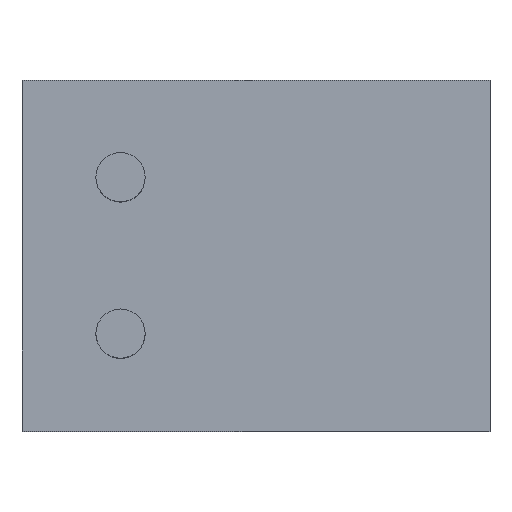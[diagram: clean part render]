
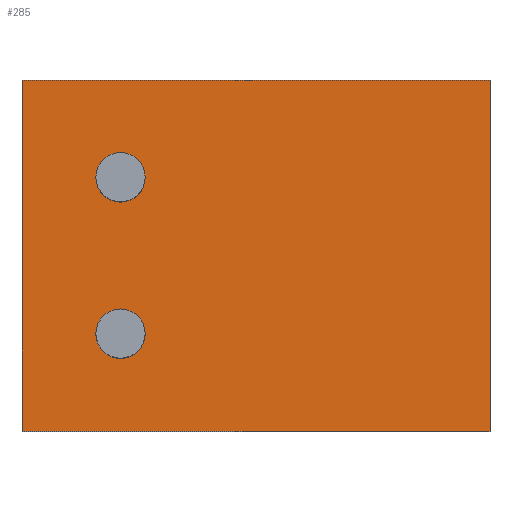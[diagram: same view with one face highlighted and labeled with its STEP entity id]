
A CAD part, top view. The second image highlights one B-rep face of the part: STEP entity #285.
In plain terms, the highlighted planar face has unit normal (0, 0, 1).
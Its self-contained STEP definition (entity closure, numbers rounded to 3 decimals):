
#1 = CARTESIAN_POINT ( 'NONE',  ( 3.8, 2.85, 5. ) ) ;
#9 = DIRECTION ( 'NONE',  ( -1., 0., 0. ) ) ;
#12 = DIRECTION ( 'NONE',  ( 0., 0., 1. ) ) ;
#13 = ORIENTED_EDGE ( 'NONE', *, *, #172, .F. ) ;
#21 = DIRECTION ( 'NONE',  ( 0., 0., 1. ) ) ;
#35 = VERTEX_POINT ( 'NONE', #645 ) ;
#36 = CIRCLE ( 'NONE', #1048, 0.4 ) ;
#76 = AXIS2_PLACEMENT_3D ( 'NONE', #414, #12, #809 ) ;
#89 = CIRCLE ( 'NONE', #942, 0.4 ) ;
#106 = FACE_OUTER_BOUND ( 'NONE', #226, .T. ) ;
#112 = DIRECTION ( 'NONE',  ( 0., 0., 1. ) ) ;
#135 = VERTEX_POINT ( 'NONE', #424 ) ;
#152 = VERTEX_POINT ( 'NONE', #894 ) ;
#168 = CIRCLE ( 'NONE', #1010, 0.4 ) ;
#170 = DIRECTION ( 'NONE',  ( 0., 0., -1. ) ) ;
#172 = EDGE_CURVE ( 'NONE', #35, #1008, #662, .T. ) ;
#198 = CARTESIAN_POINT ( 'NONE',  ( 3.8, -2.85, 5. ) ) ;
#226 = EDGE_LOOP ( 'NONE', ( #433, #377, #904, #833 ) ) ;
#265 = LINE ( 'NONE', #641, #889 ) ;
#270 = CARTESIAN_POINT ( 'NONE',  ( -2.2, -1.27, 5. ) ) ;
#271 = CARTESIAN_POINT ( 'NONE',  ( -3.8, -2.85, 5. ) ) ;
#278 = LINE ( 'NONE', #198, #848 ) ;
#285 = ADVANCED_FACE ( 'NONE', ( #948, #106, #1005 ), #717, .F. ) ;
#290 = VERTEX_POINT ( 'NONE', #1 ) ;
#296 = CARTESIAN_POINT ( 'NONE',  ( -3.8, 2.85, 5. ) ) ;
#344 = CARTESIAN_POINT ( 'NONE',  ( -2.2, 1.27, 5. ) ) ;
#361 = DIRECTION ( 'NONE',  ( -1., 0., 0. ) ) ;
#374 = VERTEX_POINT ( 'NONE', #725 ) ;
#377 = ORIENTED_EDGE ( 'NONE', *, *, #819, .T. ) ;
#382 = EDGE_LOOP ( 'NONE', ( #13, #947 ) ) ;
#385 = DIRECTION ( 'NONE',  ( -1., 0., 0. ) ) ;
#393 = EDGE_CURVE ( 'NONE', #1030, #135, #265, .T. ) ;
#414 = CARTESIAN_POINT ( 'NONE',  ( -2.2, -1.27, 5. ) ) ;
#424 = CARTESIAN_POINT ( 'NONE',  ( 3.8, -2.85, 5. ) ) ;
#433 = ORIENTED_EDGE ( 'NONE', *, *, #627, .T. ) ;
#475 = VECTOR ( 'NONE', #842, 1000. ) ;
#489 = EDGE_CURVE ( 'NONE', #152, #374, #168, .T. ) ;
#562 = DIRECTION ( 'NONE',  ( 1., 0., 0. ) ) ;
#565 = VERTEX_POINT ( 'NONE', #296 ) ;
#591 = CARTESIAN_POINT ( 'NONE',  ( -1.8, -1.27, 5. ) ) ;
#593 = CARTESIAN_POINT ( 'NONE',  ( -3.8, -2.85, 5. ) ) ;
#597 = CARTESIAN_POINT ( 'NONE',  ( -2.2, 1.27, 5. ) ) ;
#605 = EDGE_CURVE ( 'NONE', #565, #1030, #683, .T. ) ;
#612 = ORIENTED_EDGE ( 'NONE', *, *, #1047, .F. ) ;
#617 = AXIS2_PLACEMENT_3D ( 'NONE', #638, #170, #9 ) ;
#627 = EDGE_CURVE ( 'NONE', #135, #290, #278, .T. ) ;
#638 = CARTESIAN_POINT ( 'NONE',  ( 0., 0., 5. ) ) ;
#641 = CARTESIAN_POINT ( 'NONE',  ( -3.8, -2.85, 5. ) ) ;
#645 = CARTESIAN_POINT ( 'NONE',  ( -2.6, -1.27, 5. ) ) ;
#662 = CIRCLE ( 'NONE', #76, 0.4 ) ;
#677 = DIRECTION ( 'NONE',  ( -1., 0., 0. ) ) ;
#683 = LINE ( 'NONE', #271, #475 ) ;
#703 = DIRECTION ( 'NONE',  ( -1., 0., 0. ) ) ;
#717 = PLANE ( 'NONE',  #617 ) ;
#725 = CARTESIAN_POINT ( 'NONE',  ( -2.6, 1.27, 5. ) ) ;
#809 = DIRECTION ( 'NONE',  ( -1., 0., 0. ) ) ;
#819 = EDGE_CURVE ( 'NONE', #290, #565, #945, .T. ) ;
#833 = ORIENTED_EDGE ( 'NONE', *, *, #393, .T. ) ;
#837 = DIRECTION ( 'NONE',  ( 0., 0., 1. ) ) ;
#842 = DIRECTION ( 'NONE',  ( 0., -1., 0. ) ) ;
#845 = DIRECTION ( 'NONE',  ( 0., 1., 0. ) ) ;
#848 = VECTOR ( 'NONE', #845, 1000. ) ;
#877 = ORIENTED_EDGE ( 'NONE', *, *, #489, .F. ) ;
#889 = VECTOR ( 'NONE', #562, 1000. ) ;
#894 = CARTESIAN_POINT ( 'NONE',  ( -1.8, 1.27, 5. ) ) ;
#904 = ORIENTED_EDGE ( 'NONE', *, *, #605, .T. ) ;
#922 = VECTOR ( 'NONE', #385, 1000. ) ;
#935 = EDGE_LOOP ( 'NONE', ( #612, #877 ) ) ;
#942 = AXIS2_PLACEMENT_3D ( 'NONE', #597, #112, #677 ) ;
#945 = LINE ( 'NONE', #1038, #922 ) ;
#947 = ORIENTED_EDGE ( 'NONE', *, *, #1055, .F. ) ;
#948 = FACE_BOUND ( 'NONE', #935, .T. ) ;
#1005 = FACE_BOUND ( 'NONE', #382, .T. ) ;
#1008 = VERTEX_POINT ( 'NONE', #591 ) ;
#1010 = AXIS2_PLACEMENT_3D ( 'NONE', #344, #21, #703 ) ;
#1030 = VERTEX_POINT ( 'NONE', #593 ) ;
#1038 = CARTESIAN_POINT ( 'NONE',  ( -3.8, 2.85, 5. ) ) ;
#1047 = EDGE_CURVE ( 'NONE', #374, #152, #89, .T. ) ;
#1048 = AXIS2_PLACEMENT_3D ( 'NONE', #270, #837, #361 ) ;
#1055 = EDGE_CURVE ( 'NONE', #1008, #35, #36, .T. ) ;
